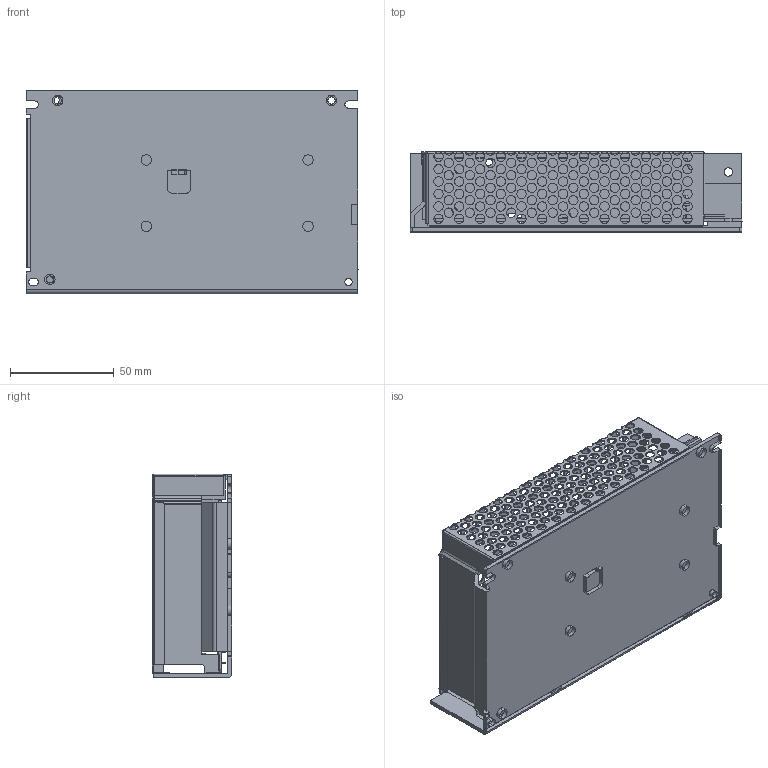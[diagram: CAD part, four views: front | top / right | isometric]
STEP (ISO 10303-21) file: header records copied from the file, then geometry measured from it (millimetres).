
FILE_DESCRIPTION (( 'STEP AP214' ), '1' );
FILE_NAME ('txm150.STEP', '2016-01-05T11:21:33', ( '' ), ( '' ), 'SwSTEP 2.0', 'SolidWorks 2013', '' );
FILE_SCHEMA (( 'AUTOMOTIVE_DESIGN' ));
Length unit declared in the file: millimetre
Products named in the file (5): led; pcb; cover; case; txm150
Assembly tree (4 placements, depth 2):
  txm150
    case
    cover
    pcb
    led
Bounding box: 160.08 x 38.5 x 98.3 mm (x, y, z)
Volume: 34044.5 mm3; surface area: 95606.5 mm2
Topology: 2 solids, 4 shells, 1679 faces, 4941 edges, 3205 vertices
Faces by surface type: cylinder 1294, plane 315, bspline 70
Entity records: 61218 total; most frequent: CARTESIAN_POINT 12890, DIRECTION 10373, ORIENTED_EDGE 9676, EDGE_CURVE 4939, AXIS2_PLACEMENT_3D 4118, VERTEX_POINT 3205, EDGE_LOOP 2738, CIRCLE 2501
